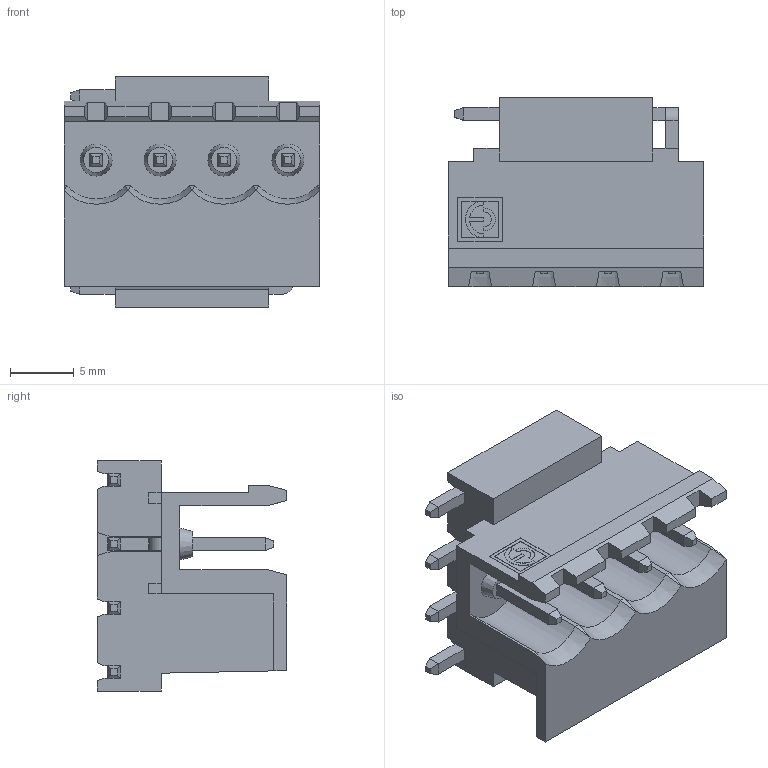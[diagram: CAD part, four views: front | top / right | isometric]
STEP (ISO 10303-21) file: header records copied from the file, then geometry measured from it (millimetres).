
FILE_DESCRIPTION(('STEP AP214'),'1');
FILE_NAME('PV04-5-LS.stp','2019-12-17T15:17:26',(' '),(' '),'Spatial InterOp 3D',' ',' ');
FILE_SCHEMA(('automotive_design'));
Length unit declared in the file: metre
Products named in the file (1): 1
Bounding box: 20 x 14.8 x 18 mm (x, y, z)
Volume: 1295.6 mm3; surface area: 2982.7 mm2
Topology: 1 solids, 1 shells, 381 faces, 1109 edges, 718 vertices
Faces by surface type: plane 355, cylinder 17, cone 8, extrusion 1
Entity records: 15421 total; most frequent: CARTESIAN_POINT 2239, ORIENTED_EDGE 2202, DIRECTION 1900, EDGE_CURVE 1101, VECTOR 1046, LINE 1045, VERTEX_POINT 714, EDGE_LOOP 431
